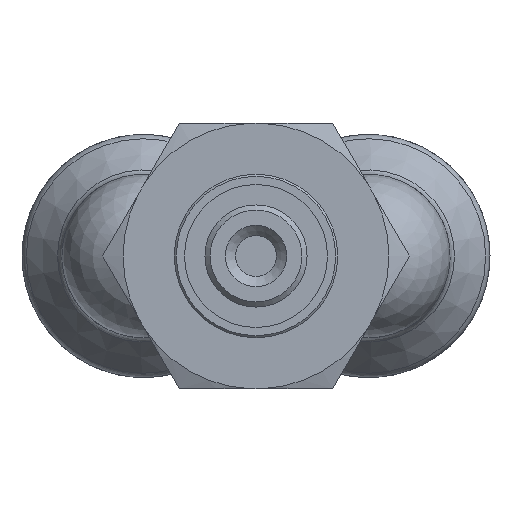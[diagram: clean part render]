
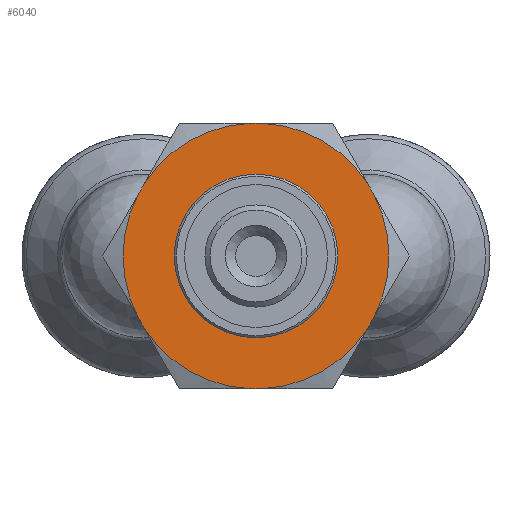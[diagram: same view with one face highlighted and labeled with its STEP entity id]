
A CAD part, front view. The second image highlights one B-rep face of the part: STEP entity #6040.
In plain terms, the highlighted face is planar.
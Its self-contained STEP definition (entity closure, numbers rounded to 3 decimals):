
#5623=CARTESIAN_POINT('',(-18.8,4.,0.0));
#5624=VERTEX_POINT('',#5623);
#5625=CARTESIAN_POINT('',(-18.8,0.,0.0));
#5626=DIRECTION('',(1.0,0.0,0.0));
#5627=DIRECTION('',(0.0,1.0,0.0));
#5628=AXIS2_PLACEMENT_3D('',#5625,#5626,#5627);
#5629=CIRCLE('',#5628,4.);
#5630=EDGE_CURVE('',#5624,#5624,#5629,.T.);
#5711=CARTESIAN_POINT('',(-18.8,-5.764,3.017));
#5712=VERTEX_POINT('',#5711);
#5728=CARTESIAN_POINT('',(-18.8,-5.764,-3.017));
#5729=VERTEX_POINT('',#5728);
#5730=CARTESIAN_POINT('',(-18.8,0.,0.0));
#5731=DIRECTION('',(-1.0,0.0,0.0));
#5732=DIRECTION('',(0.0,1.0,0.0));
#5733=AXIS2_PLACEMENT_3D('',#5730,#5731,#5732);
#5734=CIRCLE('',#5733,6.506);
#5735=EDGE_CURVE('',#5729,#5712,#5734,.T.);
#5760=CARTESIAN_POINT('',(-18.8,-5.495,3.483));
#5761=VERTEX_POINT('',#5760);
#5775=CARTESIAN_POINT('',(-18.8,-0.269,6.5));
#5776=VERTEX_POINT('',#5775);
#5790=CARTESIAN_POINT('',(-18.8,0.,0.0));
#5791=DIRECTION('',(-1.0,0.0,0.0));
#5792=DIRECTION('',(0.0,1.0,0.0));
#5793=AXIS2_PLACEMENT_3D('',#5790,#5791,#5792);
#5794=CIRCLE('',#5793,6.506);
#5795=EDGE_CURVE('',#5761,#5776,#5794,.T.);
#5807=CARTESIAN_POINT('',(-18.8,0.269,6.5));
#5808=VERTEX_POINT('',#5807);
#5822=CARTESIAN_POINT('',(-18.8,5.495,3.483));
#5823=VERTEX_POINT('',#5822);
#5837=CARTESIAN_POINT('',(-18.8,0.,0.0));
#5838=DIRECTION('',(-1.0,0.0,0.0));
#5839=DIRECTION('',(0.0,1.0,0.0));
#5840=AXIS2_PLACEMENT_3D('',#5837,#5838,#5839);
#5841=CIRCLE('',#5840,6.506);
#5842=EDGE_CURVE('',#5808,#5823,#5841,.T.);
#5852=CARTESIAN_POINT('',(-18.8,-5.495,-3.483));
#5853=VERTEX_POINT('',#5852);
#5869=CARTESIAN_POINT('',(-18.8,-0.269,-6.5));
#5870=VERTEX_POINT('',#5869);
#5871=CARTESIAN_POINT('',(-18.8,0.,0.0));
#5872=DIRECTION('',(-1.0,0.0,0.0));
#5873=DIRECTION('',(0.0,1.0,0.0));
#5874=AXIS2_PLACEMENT_3D('',#5871,#5872,#5873);
#5875=CIRCLE('',#5874,6.506);
#5876=EDGE_CURVE('',#5870,#5853,#5875,.T.);
#5899=CARTESIAN_POINT('',(-18.8,0.269,-6.5));
#5900=VERTEX_POINT('',#5899);
#5916=CARTESIAN_POINT('',(-18.8,5.495,-3.483));
#5917=VERTEX_POINT('',#5916);
#5918=CARTESIAN_POINT('',(-18.8,0.,0.0));
#5919=DIRECTION('',(-1.0,0.0,0.0));
#5920=DIRECTION('',(0.0,1.0,0.0));
#5921=AXIS2_PLACEMENT_3D('',#5918,#5919,#5920);
#5922=CIRCLE('',#5921,6.506);
#5923=EDGE_CURVE('',#5917,#5900,#5922,.T.);
#5948=CARTESIAN_POINT('',(-18.8,5.764,3.017));
#5949=VERTEX_POINT('',#5948);
#5963=CARTESIAN_POINT('',(-18.8,5.764,-3.017));
#5964=VERTEX_POINT('',#5963);
#5978=CARTESIAN_POINT('',(-18.8,0.,0.0));
#5979=DIRECTION('',(-1.0,0.0,0.0));
#5980=DIRECTION('',(0.0,1.0,0.0));
#5981=AXIS2_PLACEMENT_3D('',#5978,#5979,#5980);
#5982=CIRCLE('',#5981,6.506);
#5983=EDGE_CURVE('',#5949,#5964,#5982,.T.);
#5988=CARTESIAN_POINT('',(-18.8,5.25,0.0));
#5989=DIRECTION('',(-1.0,0.0,0.0));
#5990=DIRECTION('',(0.0,0.0,1.0));
#5991=AXIS2_PLACEMENT_3D('',#5988,#5989,#5990);
#5992=PLANE('',#5991);
#5993=ORIENTED_EDGE('',*,*,#5983,.T.);
#5994=CARTESIAN_POINT('',(-18.8,5.495,-3.483));
#5995=DIRECTION('',(0.0,0.5,0.866));
#5996=VECTOR('',#5995,0.537);
#5997=LINE('',#5994,#5996);
#5998=EDGE_CURVE('',#5917,#5964,#5997,.T.);
#5999=ORIENTED_EDGE('',*,*,#5998,.F.);
#6000=ORIENTED_EDGE('',*,*,#5923,.T.);
#6001=CARTESIAN_POINT('',(-18.8,-0.269,-6.5));
#6002=DIRECTION('',(0.0,1.0,0.0));
#6003=VECTOR('',#6002,0.537);
#6004=LINE('',#6001,#6003);
#6005=EDGE_CURVE('',#5870,#5900,#6004,.T.);
#6006=ORIENTED_EDGE('',*,*,#6005,.F.);
#6007=ORIENTED_EDGE('',*,*,#5876,.T.);
#6008=CARTESIAN_POINT('',(-18.8,-5.764,-3.017));
#6009=DIRECTION('',(0.0,0.5,-0.866));
#6010=VECTOR('',#6009,0.537);
#6011=LINE('',#6008,#6010);
#6012=EDGE_CURVE('',#5729,#5853,#6011,.T.);
#6013=ORIENTED_EDGE('',*,*,#6012,.F.);
#6014=ORIENTED_EDGE('',*,*,#5735,.T.);
#6015=CARTESIAN_POINT('',(-18.8,-5.495,3.483));
#6016=DIRECTION('',(0.0,-0.5,-0.866));
#6017=VECTOR('',#6016,0.537);
#6018=LINE('',#6015,#6017);
#6019=EDGE_CURVE('',#5761,#5712,#6018,.T.);
#6020=ORIENTED_EDGE('',*,*,#6019,.F.);
#6021=ORIENTED_EDGE('',*,*,#5795,.T.);
#6022=CARTESIAN_POINT('',(-18.8,0.269,6.5));
#6023=DIRECTION('',(0.0,-1.0,0.0));
#6024=VECTOR('',#6023,0.537);
#6025=LINE('',#6022,#6024);
#6026=EDGE_CURVE('',#5808,#5776,#6025,.T.);
#6027=ORIENTED_EDGE('',*,*,#6026,.F.);
#6028=ORIENTED_EDGE('',*,*,#5842,.T.);
#6029=CARTESIAN_POINT('',(-18.8,5.764,3.017));
#6030=DIRECTION('',(0.0,-0.5,0.866));
#6031=VECTOR('',#6030,0.537);
#6032=LINE('',#6029,#6031);
#6033=EDGE_CURVE('',#5949,#5823,#6032,.T.);
#6034=ORIENTED_EDGE('',*,*,#6033,.F.);
#6035=EDGE_LOOP('',(#5993,#5999,#6000,#6006,#6007,#6013,#6014,#6020,#6021,#6027,#6028,#6034));
#6036=FACE_OUTER_BOUND('',#6035,.T.);
#6037=ORIENTED_EDGE('',*,*,#5630,.T.);
#6038=EDGE_LOOP('',(#6037));
#6039=FACE_BOUND('',#6038,.T.);
#6040=ADVANCED_FACE('',(#6036,#6039),#5992,.T.);
